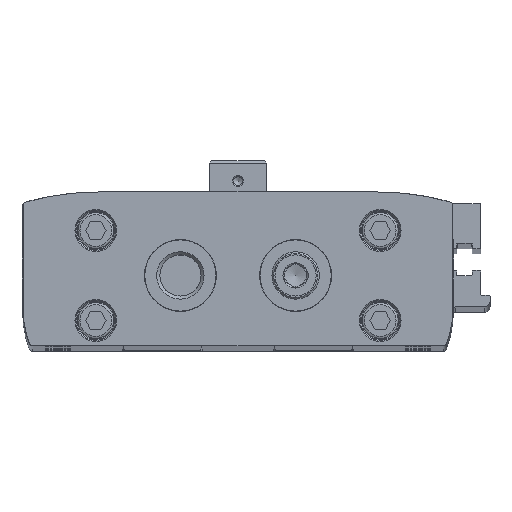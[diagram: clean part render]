
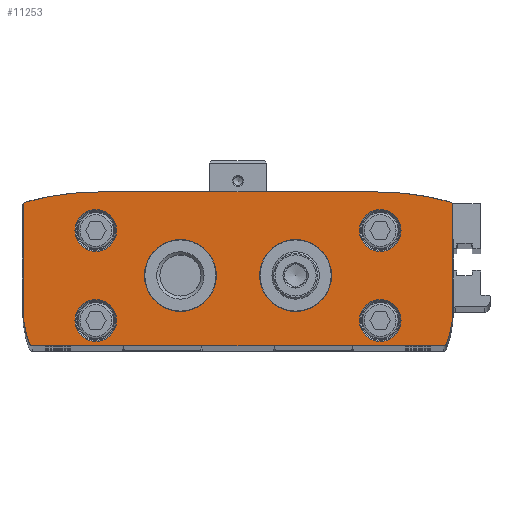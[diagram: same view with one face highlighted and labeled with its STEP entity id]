
A CAD part, top view. The second image highlights one B-rep face of the part: STEP entity #11253.
In plain terms, the highlighted planar face has unit normal (0, 0, 1).
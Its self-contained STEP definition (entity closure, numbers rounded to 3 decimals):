
#503=CIRCLE('',#12105,75.);
#509=CIRCLE('',#12114,75.);
#672=CIRCLE('',#12399,5.8);
#673=CIRCLE('',#12400,5.8);
#674=CIRCLE('',#12401,5.8);
#675=CIRCLE('',#12402,5.8);
#676=CIRCLE('',#12403,10.);
#677=CIRCLE('',#12404,10.);
#678=CIRCLE('',#12405,28.);
#679=CIRCLE('',#12406,1.);
#680=CIRCLE('',#12407,1.);
#681=CIRCLE('',#12408,28.);
#682=CIRCLE('',#12409,1.);
#683=CIRCLE('',#12410,1.);
#1954=ORIENTED_EDGE('',*,*,#4664,.F.);
#1955=ORIENTED_EDGE('',*,*,#4665,.F.);
#1956=ORIENTED_EDGE('',*,*,#4666,.F.);
#1957=ORIENTED_EDGE('',*,*,#4667,.F.);
#1958=ORIENTED_EDGE('',*,*,#4668,.F.);
#1959=ORIENTED_EDGE('',*,*,#4669,.F.);
#1960=ORIENTED_EDGE('',*,*,#4670,.T.);
#1961=ORIENTED_EDGE('',*,*,#4671,.T.);
#1962=ORIENTED_EDGE('',*,*,#4672,.T.);
#1963=ORIENTED_EDGE('',*,*,#4673,.T.);
#1964=ORIENTED_EDGE('',*,*,#4674,.T.);
#1965=ORIENTED_EDGE('',*,*,#4675,.T.);
#1966=ORIENTED_EDGE('',*,*,#4676,.T.);
#1967=ORIENTED_EDGE('',*,*,#4677,.T.);
#1968=ORIENTED_EDGE('',*,*,#4253,.T.);
#1969=ORIENTED_EDGE('',*,*,#4678,.T.);
#1970=ORIENTED_EDGE('',*,*,#4235,.T.);
#1971=ORIENTED_EDGE('',*,*,#4679,.T.);
#4235=EDGE_CURVE('',#5758,#5761,#503,.T.);
#4253=EDGE_CURVE('',#5776,#5779,#509,.T.);
#4664=EDGE_CURVE('',#6068,#6068,#672,.T.);
#4665=EDGE_CURVE('',#6069,#6069,#673,.T.);
#4666=EDGE_CURVE('',#6070,#6070,#674,.T.);
#4667=EDGE_CURVE('',#6071,#6071,#675,.T.);
#4668=EDGE_CURVE('',#6072,#6072,#676,.T.);
#4669=EDGE_CURVE('',#6073,#6073,#677,.T.);
#4670=EDGE_CURVE('',#6074,#6075,#7112,.T.);
#4671=EDGE_CURVE('',#6075,#6076,#678,.T.);
#4672=EDGE_CURVE('',#6076,#6077,#679,.T.);
#4673=EDGE_CURVE('',#6077,#6078,#7113,.T.);
#4674=EDGE_CURVE('',#6078,#6079,#680,.T.);
#4675=EDGE_CURVE('',#6079,#6080,#681,.T.);
#4676=EDGE_CURVE('',#6080,#6081,#7114,.T.);
#4677=EDGE_CURVE('',#6081,#5776,#682,.T.);
#4678=EDGE_CURVE('',#5779,#5758,#7115,.T.);
#4679=EDGE_CURVE('',#5761,#6074,#683,.T.);
#5758=VERTEX_POINT('',#17212);
#5761=VERTEX_POINT('',#17217);
#5776=VERTEX_POINT('',#17293);
#5779=VERTEX_POINT('',#17298);
#6068=VERTEX_POINT('',#18135);
#6069=VERTEX_POINT('',#18137);
#6070=VERTEX_POINT('',#18139);
#6071=VERTEX_POINT('',#18141);
#6072=VERTEX_POINT('',#18143);
#6073=VERTEX_POINT('',#18145);
#6074=VERTEX_POINT('',#18147);
#6075=VERTEX_POINT('',#18148);
#6076=VERTEX_POINT('',#18150);
#6077=VERTEX_POINT('',#18152);
#6078=VERTEX_POINT('',#18154);
#6079=VERTEX_POINT('',#18156);
#6080=VERTEX_POINT('',#18158);
#6081=VERTEX_POINT('',#18160);
#7112=LINE('',#18146,#7990);
#7113=LINE('',#18153,#7991);
#7114=LINE('',#18159,#7992);
#7115=LINE('',#18162,#7993);
#7990=VECTOR('',#14417,1000.);
#7991=VECTOR('',#14422,1000.);
#7992=VECTOR('',#14427,1000.);
#7993=VECTOR('',#14430,1000.);
#8764=EDGE_LOOP('',(#1954));
#8765=EDGE_LOOP('',(#1955));
#8766=EDGE_LOOP('',(#1956));
#8767=EDGE_LOOP('',(#1957));
#8768=EDGE_LOOP('',(#1958));
#8769=EDGE_LOOP('',(#1959));
#8770=EDGE_LOOP('',(#1960,#1961,#1962,#1963,#1964,#1965,#1966,#1967,#1968,
#1969,#1970,#1971));
#9850=FACE_BOUND('',#8764,.T.);
#9851=FACE_BOUND('',#8765,.T.);
#9852=FACE_BOUND('',#8766,.T.);
#9853=FACE_BOUND('',#8767,.T.);
#9854=FACE_BOUND('',#8768,.T.);
#9855=FACE_BOUND('',#8769,.T.);
#9856=FACE_BOUND('',#8770,.T.);
#10831=PLANE('',#12398);
#11253=ADVANCED_FACE('',(#9850,#9851,#9852,#9853,#9854,#9855,#9856),#10831,
 .T.);
#12105=AXIS2_PLACEMENT_3D('',#17218,#13565,#13566);
#12114=AXIS2_PLACEMENT_3D('',#17299,#13589,#13590);
#12398=AXIS2_PLACEMENT_3D('',#18133,#14403,#14404);
#12399=AXIS2_PLACEMENT_3D('',#18134,#14405,#14406);
#12400=AXIS2_PLACEMENT_3D('',#18136,#14407,#14408);
#12401=AXIS2_PLACEMENT_3D('',#18138,#14409,#14410);
#12402=AXIS2_PLACEMENT_3D('',#18140,#14411,#14412);
#12403=AXIS2_PLACEMENT_3D('',#18142,#14413,#14414);
#12404=AXIS2_PLACEMENT_3D('',#18144,#14415,#14416);
#12405=AXIS2_PLACEMENT_3D('',#18149,#14418,#14419);
#12406=AXIS2_PLACEMENT_3D('',#18151,#14420,#14421);
#12407=AXIS2_PLACEMENT_3D('',#18155,#14423,#14424);
#12408=AXIS2_PLACEMENT_3D('',#18157,#14425,#14426);
#12409=AXIS2_PLACEMENT_3D('',#18161,#14428,#14429);
#12410=AXIS2_PLACEMENT_3D('',#18163,#14431,#14432);
#13565=DIRECTION('',(0.,0.,1.));
#13566=DIRECTION('',(1.,0.,0.));
#13589=DIRECTION('',(0.,0.,1.));
#13590=DIRECTION('',(1.,0.,0.));
#14403=DIRECTION('',(0.,0.,1.));
#14404=DIRECTION('',(1.,0.,0.));
#14405=DIRECTION('',(0.,0.,1.));
#14406=DIRECTION('',(1.,0.,0.));
#14407=DIRECTION('',(0.,0.,1.));
#14408=DIRECTION('',(1.,0.,0.));
#14409=DIRECTION('',(0.,0.,1.));
#14410=DIRECTION('',(1.,0.,0.));
#14411=DIRECTION('',(0.,0.,1.));
#14412=DIRECTION('',(1.,0.,0.));
#14413=DIRECTION('',(0.,0.,1.));
#14414=DIRECTION('',(1.,0.,0.));
#14415=DIRECTION('',(0.,0.,1.));
#14416=DIRECTION('',(1.,0.,0.));
#14417=DIRECTION('',(0.,-1.,0.));
#14418=DIRECTION('',(0.,0.,1.));
#14419=DIRECTION('',(1.,0.,0.));
#14420=DIRECTION('',(0.,0.,1.));
#14421=DIRECTION('',(1.,0.,0.));
#14422=DIRECTION('',(1.,0.,0.));
#14423=DIRECTION('',(0.,0.,1.));
#14424=DIRECTION('',(1.,0.,0.));
#14425=DIRECTION('',(0.,0.,1.));
#14426=DIRECTION('',(1.,0.,0.));
#14427=DIRECTION('',(0.,1.,0.));
#14428=DIRECTION('',(0.,0.,1.));
#14429=DIRECTION('',(1.,0.,0.));
#14430=DIRECTION('',(-1.,0.,0.));
#14431=DIRECTION('',(0.,0.,1.));
#14432=DIRECTION('',(1.,0.,0.));
#17212=CARTESIAN_POINT('',(-38.7,42.7,450.));
#17217=CARTESIAN_POINT('',(-58.97,39.909,450.));
#17218=CARTESIAN_POINT('',(-38.7,-32.3,450.));
#17293=CARTESIAN_POINT('',(58.97,39.909,450.));
#17298=CARTESIAN_POINT('',(38.7,42.7,450.));
#17299=CARTESIAN_POINT('',(38.7,-32.3,450.));
#18133=CARTESIAN_POINT('',(-31.7,10.5,450.));
#18134=CARTESIAN_POINT('',(-39.5,7.,450.));
#18135=CARTESIAN_POINT('',(-33.7,7.,450.));
#18136=CARTESIAN_POINT('',(-39.5,32.,450.));
#18137=CARTESIAN_POINT('',(-33.7,32.,450.));
#18138=CARTESIAN_POINT('',(39.5,32.,450.));
#18139=CARTESIAN_POINT('',(45.3,32.,450.));
#18140=CARTESIAN_POINT('',(39.5,7.,450.));
#18141=CARTESIAN_POINT('',(45.3,7.,450.));
#18142=CARTESIAN_POINT('',(-16.,19.5,450.));
#18143=CARTESIAN_POINT('',(-6.,19.5,450.));
#18144=CARTESIAN_POINT('',(16.,19.5,450.));
#18145=CARTESIAN_POINT('',(26.,19.5,450.));
#18146=CARTESIAN_POINT('',(-59.7,38.946,450.));
#18147=CARTESIAN_POINT('',(-59.7,38.946,450.));
#18148=CARTESIAN_POINT('',(-59.7,10.5,450.));
#18149=CARTESIAN_POINT('',(-31.7,10.5,450.));
#18150=CARTESIAN_POINT('',(-57.91,0.648,450.));
#18151=CARTESIAN_POINT('',(-56.974,1.,450.));
#18152=CARTESIAN_POINT('',(-56.974,0.,450.));
#18153=CARTESIAN_POINT('',(-56.974,0.,450.));
#18154=CARTESIAN_POINT('',(56.974,0.,450.));
#18155=CARTESIAN_POINT('',(56.974,1.,450.));
#18156=CARTESIAN_POINT('',(57.91,0.648,450.));
#18157=CARTESIAN_POINT('',(31.7,10.5,450.));
#18158=CARTESIAN_POINT('',(59.7,10.5,450.));
#18159=CARTESIAN_POINT('',(59.7,10.5,450.));
#18160=CARTESIAN_POINT('',(59.7,38.946,450.));
#18161=CARTESIAN_POINT('',(58.7,38.946,450.));
#18162=CARTESIAN_POINT('',(38.7,42.7,450.));
#18163=CARTESIAN_POINT('',(-58.7,38.946,450.));
